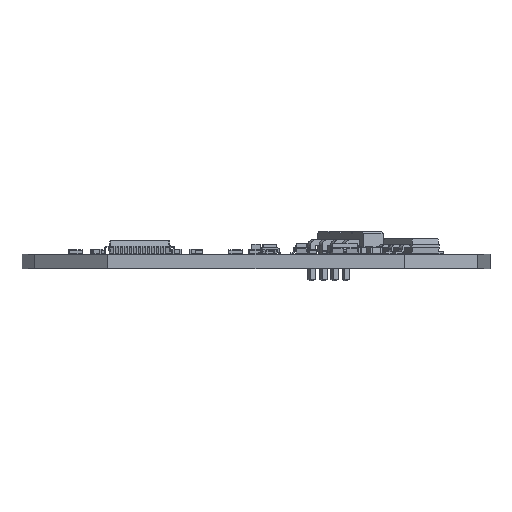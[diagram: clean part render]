
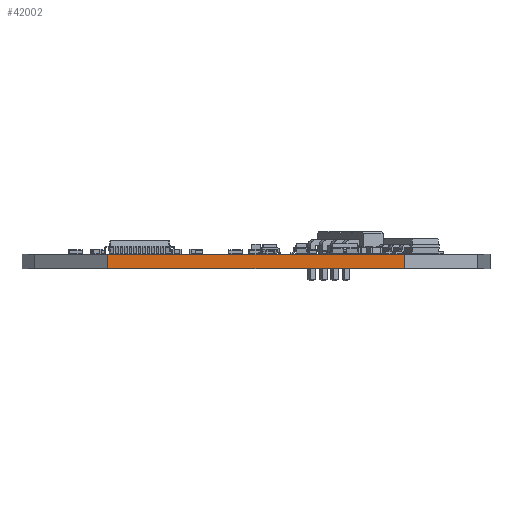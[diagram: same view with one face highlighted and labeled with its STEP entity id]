
A CAD part, front view. The second image highlights one B-rep face of the part: STEP entity #42002.
In plain terms, the highlighted planar face has unit normal (0, -1, 0).
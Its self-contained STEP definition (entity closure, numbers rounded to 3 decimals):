
#41270 = VERTEX_POINT('',#41271);
#41271 = CARTESIAN_POINT('',(16.498,-24.521,0.));
#41277 = EDGE_CURVE('',#41270,#41278,#41280,.T.);
#41278 = VERTEX_POINT('',#41279);
#41279 = CARTESIAN_POINT('',(-16.498,-24.521,0.));
#41280 = LINE('',#41281,#41282);
#41281 = CARTESIAN_POINT('',(16.498,-24.521,0.));
#41282 = VECTOR('',#41283,1.);
#41283 = DIRECTION('',(-1.,0.,0.));
#41614 = VERTEX_POINT('',#41615);
#41615 = CARTESIAN_POINT('',(16.498,-24.521,1.6));
#41621 = EDGE_CURVE('',#41614,#41622,#41624,.T.);
#41622 = VERTEX_POINT('',#41623);
#41623 = CARTESIAN_POINT('',(-16.498,-24.521,1.6));
#41624 = LINE('',#41625,#41626);
#41625 = CARTESIAN_POINT('',(16.498,-24.521,1.6));
#41626 = VECTOR('',#41627,1.);
#41627 = DIRECTION('',(-1.,0.,0.));
#41974 = EDGE_CURVE('',#41270,#41614,#41975,.T.);
#41975 = LINE('',#41976,#41977);
#41976 = CARTESIAN_POINT('',(16.498,-24.521,0.));
#41977 = VECTOR('',#41978,1.);
#41978 = DIRECTION('',(0.,0.,1.));
#42002 = ADVANCED_FACE('',(#42003),#42014,.T.);
#42003 = FACE_BOUND('',#42004,.T.);
#42004 = EDGE_LOOP('',(#42005,#42006,#42007,#42013));
#42005 = ORIENTED_EDGE('',*,*,#41974,.T.);
#42006 = ORIENTED_EDGE('',*,*,#41621,.T.);
#42007 = ORIENTED_EDGE('',*,*,#42008,.F.);
#42008 = EDGE_CURVE('',#41278,#41622,#42009,.T.);
#42009 = LINE('',#42010,#42011);
#42010 = CARTESIAN_POINT('',(-16.498,-24.521,0.));
#42011 = VECTOR('',#42012,1.);
#42012 = DIRECTION('',(0.,0.,1.));
#42013 = ORIENTED_EDGE('',*,*,#41277,.F.);
#42014 = PLANE('',#42015);
#42015 = AXIS2_PLACEMENT_3D('',#42016,#42017,#42018);
#42016 = CARTESIAN_POINT('',(16.498,-24.521,0.));
#42017 = DIRECTION('',(0.,-1.,0.));
#42018 = DIRECTION('',(-1.,0.,0.));
